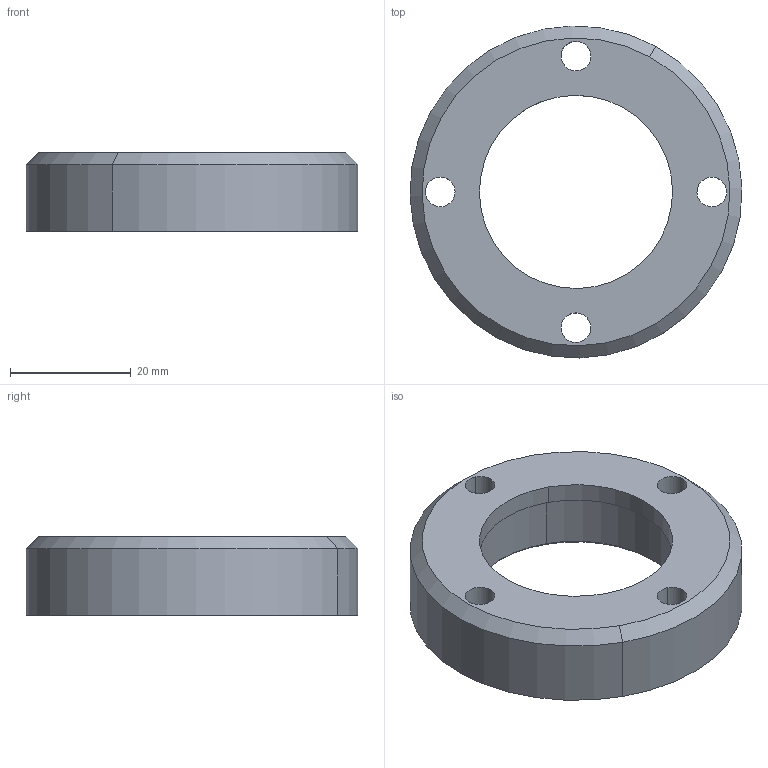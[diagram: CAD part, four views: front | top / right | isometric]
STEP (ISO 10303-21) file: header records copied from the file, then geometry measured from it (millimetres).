
FILE_DESCRIPTION(('CATIA V5 STEP Exchange'),'2;1');
FILE_NAME('EOLX1.0 Banc d''essai\EOLX1.0-D-000-007_A.stp','2020-01-30T21:52:51+00:00',('none'),('none'),'CATIA Version 5 Release 21 GA (IN-10)','CATIA V5 STEP AP203','none');
FILE_SCHEMA(('CONFIG_CONTROL_DESIGN'));
Length unit declared in the file: millimetre
Products named in the file (1): EOLX1.0-D-000-007_A
Bounding box: 54.98 x 54.98 x 13 mm (x, y, z)
Volume: 17531.3 mm3; surface area: 7187.2 mm2
Topology: 1 solids, 1 shells, 23 faces, 54 edges, 34 vertices
Faces by surface type: cylinder 14, cone 4, plane 3, torus 2
Entity records: 652 total; most frequent: ORIENTED_EDGE 108, CARTESIAN_POINT 102, DIRECTION 80, EDGE_CURVE 54, AXIS2_PLACEMENT_3D 50, CIRCLE 36, EDGE_LOOP 34, VERTEX_POINT 34
